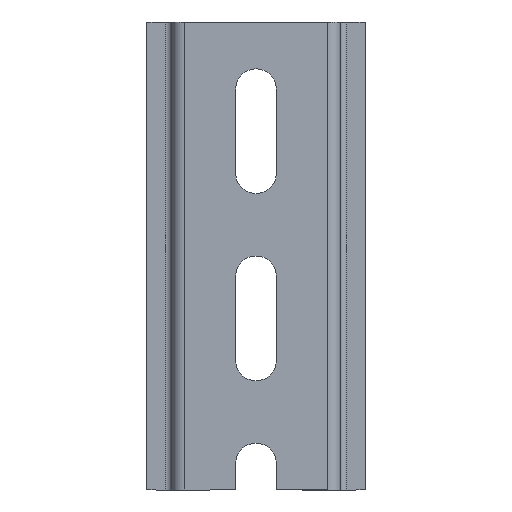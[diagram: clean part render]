
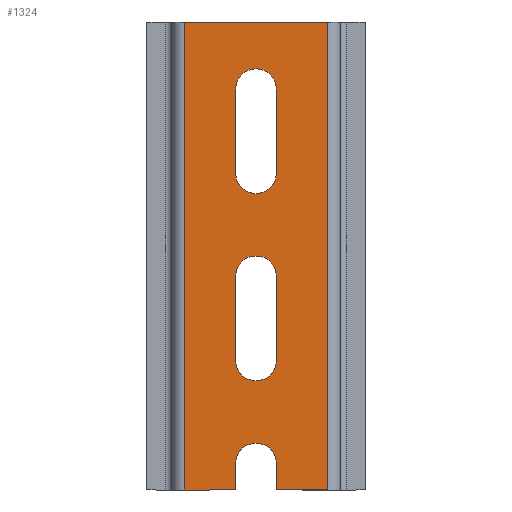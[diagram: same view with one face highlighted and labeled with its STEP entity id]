
A CAD part, front view. The second image highlights one B-rep face of the part: STEP entity #1324.
In plain terms, the highlighted planar face has unit normal (0, -1, 0).
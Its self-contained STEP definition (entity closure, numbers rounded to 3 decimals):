
#28 = AXIS2_PLACEMENT_3D ( 'NONE', #334, #772, #648 ) ;
#38 = EDGE_CURVE ( 'NONE', #752, #1232, #304, .T. ) ;
#41 = LINE ( 'NONE', #894, #481 ) ;
#52 = ORIENTED_EDGE ( 'NONE', *, *, #646, .F. ) ;
#71 = ORIENTED_EDGE ( 'NONE', *, *, #319, .T. ) ;
#87 = CARTESIAN_POINT ( 'NONE',  ( -3.25, 0., -37.5 ) ) ;
#97 = AXIS2_PLACEMENT_3D ( 'NONE', #423, #750, #114 ) ;
#108 = ORIENTED_EDGE ( 'NONE', *, *, #701, .F. ) ;
#110 = CARTESIAN_POINT ( 'NONE',  ( -13.5, 0., -37.5 ) ) ;
#114 = DIRECTION ( 'NONE',  ( -1., 0., 0. ) ) ;
#116 = DIRECTION ( 'NONE',  ( 1., 0., 0. ) ) ;
#120 = VECTOR ( 'NONE', #831, 1000. ) ;
#136 = ORIENTED_EDGE ( 'NONE', *, *, #550, .T. ) ;
#145 = AXIS2_PLACEMENT_3D ( 'NONE', #1292, #761, #776 ) ;
#155 = DIRECTION ( 'NONE',  ( 0., 0., -1. ) ) ;
#167 = VECTOR ( 'NONE', #116, 1000. ) ;
#169 = AXIS2_PLACEMENT_3D ( 'NONE', #789, #243, #1128 ) ;
#175 = DIRECTION ( 'NONE',  ( 0., 1., 0. ) ) ;
#178 = CARTESIAN_POINT ( 'NONE',  ( 11.5, 0., 37.5 ) ) ;
#189 = VECTOR ( 'NONE', #877, 1000. ) ;
#200 = VERTEX_POINT ( 'NONE', #1410 ) ;
#201 = DIRECTION ( 'NONE',  ( 0., 0., 1. ) ) ;
#212 = EDGE_CURVE ( 'NONE', #1025, #765, #333, .T. ) ;
#215 = VERTEX_POINT ( 'NONE', #543 ) ;
#220 = VECTOR ( 'NONE', #1107, 1000. ) ;
#224 = CARTESIAN_POINT ( 'NONE',  ( -13.5, 0., -37.5 ) ) ;
#243 = DIRECTION ( 'NONE',  ( 0., 1., 0. ) ) ;
#272 = EDGE_CURVE ( '������27', #1162, #739, #570, .T. ) ;
#273 = ORIENTED_EDGE ( 'NONE', *, *, #503, .T. ) ;
#292 = CARTESIAN_POINT ( 'NONE',  ( 0., 0., -3.25 ) ) ;
#304 = CIRCLE ( 'NONE', #484, 3.25 ) ;
#308 = VECTOR ( 'NONE', #363, 1000. ) ;
#318 = CARTESIAN_POINT ( 'NONE',  ( 3.25, 0., 37.5 ) ) ;
#319 = EDGE_CURVE ( 'NONE', #559, #618, #1339, .T. ) ;
#320 = ORIENTED_EDGE ( 'NONE', *, *, #212, .T. ) ;
#327 = CIRCLE ( 'NONE', #97, 3.25 ) ;
#333 = LINE ( 'NONE', #110, #167 ) ;
#334 = CARTESIAN_POINT ( 'NONE',  ( -13.5, 0., 37.5 ) ) ;
#343 = CARTESIAN_POINT ( 'NONE',  ( 3.25, 0., -37.5 ) ) ;
#351 = CARTESIAN_POINT ( 'NONE',  ( -11.5, 0., 37.5 ) ) ;
#357 = CARTESIAN_POINT ( 'NONE',  ( 3.25, 0., -16.75 ) ) ;
#358 = CARTESIAN_POINT ( 'NONE',  ( -3.25, 0., 37.5 ) ) ;
#361 = ORIENTED_EDGE ( 'NONE', *, *, #560, .T. ) ;
#363 = DIRECTION ( 'NONE',  ( 1., 0., 0. ) ) ;
#378 = EDGE_CURVE ( 'NONE', #720, #1124, #1090, .T. ) ;
#388 = DIRECTION ( 'NONE',  ( -1., 0., 0. ) ) ;
#400 = CARTESIAN_POINT ( 'NONE',  ( 0., 0., -16.75 ) ) ;
#404 = DIRECTION ( 'NONE',  ( -1., 0., 0. ) ) ;
#421 = CARTESIAN_POINT ( 'NONE',  ( -11.5, 0., -37.5 ) ) ;
#423 = CARTESIAN_POINT ( 'NONE',  ( 0., 0., 13.25 ) ) ;
#435 = FACE_OUTER_BOUND ( 'NONE', #1388, .T. ) ;
#481 = VECTOR ( 'NONE', #589, 1000. ) ;
#484 = AXIS2_PLACEMENT_3D ( 'NONE', #400, #517, #388 ) ;
#485 = ORIENTED_EDGE ( 'NONE', *, *, #921, .T. ) ;
#492 = LINE ( 'NONE', #318, #120 ) ;
#503 = EDGE_CURVE ( 'NONE', #1333, #522, #740, .T. ) ;
#506 = VECTOR ( 'NONE', #155, 1000. ) ;
#517 = DIRECTION ( 'NONE',  ( 0., 1., 0. ) ) ;
#522 = VERTEX_POINT ( 'NONE', #1399 ) ;
#541 = LINE ( 'NONE', #224, #189 ) ;
#543 = CARTESIAN_POINT ( 'NONE',  ( 3.25, 0., 26.75 ) ) ;
#546 = DIRECTION ( 'NONE',  ( 0., 0., -1. ) ) ;
#550 = EDGE_CURVE ( 'NONE', #1162, #1252, #541, .T. ) ;
#559 = VERTEX_POINT ( 'NONE', #769 ) ;
#560 = EDGE_CURVE ( 'NONE', #1124, #752, #663, .T. ) ;
#566 = LINE ( 'NONE', #971, #941 ) ;
#570 = LINE ( 'NONE', #1236, #600 ) ;
#589 = DIRECTION ( 'NONE',  ( 0., 0., 1. ) ) ;
#595 = CARTESIAN_POINT ( 'NONE',  ( 11.5, 0., -37.5 ) ) ;
#600 = VECTOR ( 'NONE', #1028, 1000. ) ;
#602 = CIRCLE ( 'NONE', #169, 3.25 ) ;
#603 = CARTESIAN_POINT ( 'NONE',  ( -3.25, 0., -16.75 ) ) ;
#606 = ORIENTED_EDGE ( 'NONE', *, *, #38, .T. ) ;
#618 = VERTEX_POINT ( 'NONE', #781 ) ;
#646 = EDGE_CURVE ( '������17', #806, #765, #1027, .T. ) ;
#648 = DIRECTION ( 'NONE',  ( -1., 0., 0. ) ) ;
#657 = CARTESIAN_POINT ( 'NONE',  ( 3.25, 0., 37.5 ) ) ;
#663 = LINE ( 'NONE', #657, #220 ) ;
#666 = ORIENTED_EDGE ( 'NONE', *, *, #378, .T. ) ;
#679 = LINE ( 'NONE', #1222, #308 ) ;
#695 = AXIS2_PLACEMENT_3D ( 'NONE', #292, #175, #404 ) ;
#696 = EDGE_LOOP ( 'NONE', ( #606, #1225, #666, #361 ) ) ;
#701 = EDGE_CURVE ( '������44', #739, #806, #679, .T. ) ;
#704 = ORIENTED_EDGE ( 'NONE', *, *, #1158, .T. ) ;
#720 = VERTEX_POINT ( 'NONE', #1338 ) ;
#739 = VERTEX_POINT ( 'NONE', #351 ) ;
#740 = CIRCLE ( 'NONE', #145, 3.25 ) ;
#741 = LINE ( 'NONE', #1186, #1056 ) ;
#748 = EDGE_CURVE ( 'NONE', #618, #215, #602, .T. ) ;
#750 = DIRECTION ( 'NONE',  ( 0., 1., 0. ) ) ;
#752 = VERTEX_POINT ( 'NONE', #357 ) ;
#761 = DIRECTION ( 'NONE',  ( 0., 1., 0. ) ) ;
#765 = VERTEX_POINT ( 'NONE', #595 ) ;
#769 = CARTESIAN_POINT ( 'NONE',  ( -3.25, 0., 13.25 ) ) ;
#772 = DIRECTION ( 'NONE',  ( 0., 1., 0. ) ) ;
#776 = DIRECTION ( 'NONE',  ( -1., 0., 0. ) ) ;
#781 = CARTESIAN_POINT ( 'NONE',  ( -3.25, 0., 26.75 ) ) ;
#789 = CARTESIAN_POINT ( 'NONE',  ( 0., 0., 26.75 ) ) ;
#806 = VERTEX_POINT ( 'NONE', #178 ) ;
#831 = DIRECTION ( 'NONE',  ( 0., 0., -1. ) ) ;
#848 = ORIENTED_EDGE ( 'NONE', *, *, #1127, .T. ) ;
#872 = FACE_BOUND ( 'NONE', #696, .T. ) ;
#877 = DIRECTION ( 'NONE',  ( 1., 0., 0. ) ) ;
#880 = PLANE ( 'NONE',  #28 ) ;
#894 = CARTESIAN_POINT ( 'NONE',  ( -3.25, 0., 37.5 ) ) ;
#910 = DIRECTION ( 'NONE',  ( 0., 0., 1. ) ) ;
#921 = EDGE_CURVE ( 'NONE', #200, #559, #327, .T. ) ;
#934 = ORIENTED_EDGE ( 'NONE', *, *, #938, .T. ) ;
#938 = EDGE_CURVE ( 'NONE', #522, #1025, #741, .T. ) ;
#941 = VECTOR ( 'NONE', #201, 1000. ) ;
#971 = CARTESIAN_POINT ( 'NONE',  ( -3.25, 0., 37.5 ) ) ;
#986 = FACE_BOUND ( 'NONE', #1376, .T. ) ;
#1025 = VERTEX_POINT ( 'NONE', #343 ) ;
#1027 = LINE ( 'NONE', #1330, #506 ) ;
#1028 = DIRECTION ( 'NONE',  ( 0., 0., 1. ) ) ;
#1030 = EDGE_CURVE ( 'NONE', #1232, #720, #41, .T. ) ;
#1056 = VECTOR ( 'NONE', #546, 1000. ) ;
#1079 = ORIENTED_EDGE ( 'NONE', *, *, #272, .F. ) ;
#1090 = CIRCLE ( 'NONE', #695, 3.25 ) ;
#1107 = DIRECTION ( 'NONE',  ( 0., 0., -1. ) ) ;
#1120 = CARTESIAN_POINT ( 'NONE',  ( 3.25, 0., -3.25 ) ) ;
#1124 = VERTEX_POINT ( 'NONE', #1120 ) ;
#1127 = EDGE_CURVE ( 'NONE', #1252, #1333, #566, .T. ) ;
#1128 = DIRECTION ( 'NONE',  ( -1., 0., 0. ) ) ;
#1158 = EDGE_CURVE ( 'NONE', #215, #200, #492, .T. ) ;
#1162 = VERTEX_POINT ( 'NONE', #421 ) ;
#1186 = CARTESIAN_POINT ( 'NONE',  ( 3.25, 0., 37.5 ) ) ;
#1222 = CARTESIAN_POINT ( 'NONE',  ( -13.5, 0., 37.5 ) ) ;
#1225 = ORIENTED_EDGE ( 'NONE', *, *, #1030, .T. ) ;
#1232 = VERTEX_POINT ( 'NONE', #603 ) ;
#1236 = CARTESIAN_POINT ( 'NONE',  ( -11.5, 0., -37.5 ) ) ;
#1252 = VERTEX_POINT ( 'NONE', #87 ) ;
#1290 = CARTESIAN_POINT ( 'NONE',  ( -3.25, 0., -33.25 ) ) ;
#1292 = CARTESIAN_POINT ( 'NONE',  ( 0., 0., -33.25 ) ) ;
#1324 = ADVANCED_FACE ( '�����10', ( #872, #986, #435 ), #880, .F. ) ;
#1330 = CARTESIAN_POINT ( 'NONE',  ( 11.5, 0., 37.5 ) ) ;
#1333 = VERTEX_POINT ( 'NONE', #1290 ) ;
#1338 = CARTESIAN_POINT ( 'NONE',  ( -3.25, 0., -3.25 ) ) ;
#1339 = LINE ( 'NONE', #358, #1400 ) ;
#1354 = ORIENTED_EDGE ( 'NONE', *, *, #748, .T. ) ;
#1376 = EDGE_LOOP ( 'NONE', ( #485, #71, #1354, #704 ) ) ;
#1388 = EDGE_LOOP ( 'NONE', ( #934, #320, #52, #108, #1079, #136, #848, #273 ) ) ;
#1399 = CARTESIAN_POINT ( 'NONE',  ( 3.25, 0., -33.25 ) ) ;
#1400 = VECTOR ( 'NONE', #910, 1000. ) ;
#1410 = CARTESIAN_POINT ( 'NONE',  ( 3.25, 0., 13.25 ) ) ;
